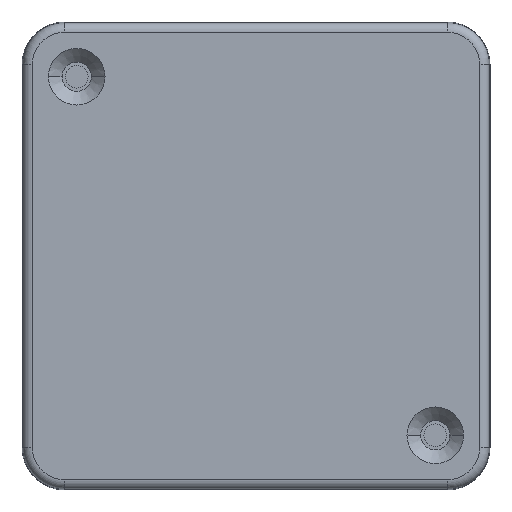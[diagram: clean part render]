
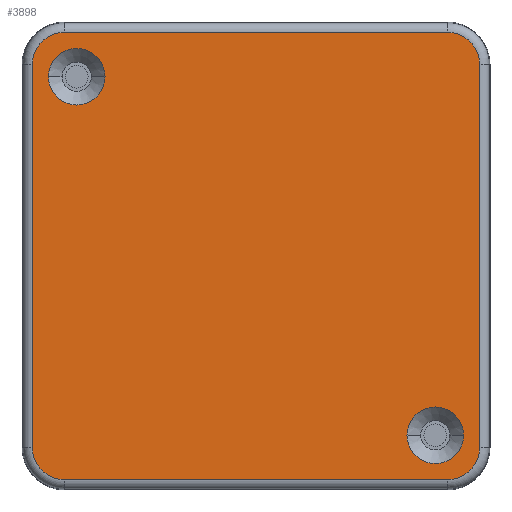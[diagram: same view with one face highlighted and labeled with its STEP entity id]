
A CAD part, front view. The second image highlights one B-rep face of the part: STEP entity #3898.
In plain terms, the highlighted planar face has unit normal (0, -1, 0).
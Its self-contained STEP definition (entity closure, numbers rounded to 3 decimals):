
#133 = CARTESIAN_POINT ( 'NONE',  ( 20.3, -2.8, -23.704 ) ) ;
#215 = DIRECTION ( 'NONE',  ( 0., 0., 1. ) ) ;
#234 = CIRCLE ( 'NONE', #2460, 3.404 ) ;
#307 = VERTEX_POINT ( 'NONE', #2407 ) ;
#310 = CARTESIAN_POINT ( 'NONE',  ( 23.704, -2.8, 20.3 ) ) ;
#330 = CARTESIAN_POINT ( 'NONE',  ( -23.704, -2.8, -20.3 ) ) ;
#342 = VERTEX_POINT ( 'NONE', #1483 ) ;
#344 = ORIENTED_EDGE ( 'NONE', *, *, #2822, .T. ) ;
#400 = CARTESIAN_POINT ( 'NONE',  ( -19., -2.8, -22. ) ) ;
#429 = FACE_BOUND ( 'NONE', #1304, .T. ) ;
#461 = VECTOR ( 'NONE', #3368, 1000. ) ;
#491 = CARTESIAN_POINT ( 'NONE',  ( -19., -2.8, -19. ) ) ;
#505 = CARTESIAN_POINT ( 'NONE',  ( 19., -2.8, 16. ) ) ;
#507 = DIRECTION ( 'NONE',  ( 0., 0., -1. ) ) ;
#513 = CARTESIAN_POINT ( 'NONE',  ( 20.3, -2.8, -23.704 ) ) ;
#535 = ORIENTED_EDGE ( 'NONE', *, *, #1590, .T. ) ;
#552 = DIRECTION ( 'NONE',  ( 0., -1., 0. ) ) ;
#621 = DIRECTION ( 'NONE',  ( 0., -1., 0. ) ) ;
#635 = DIRECTION ( 'NONE',  ( 0., 0., -1. ) ) ;
#645 = AXIS2_PLACEMENT_3D ( 'NONE', #3688, #1754, #215 ) ;
#684 = EDGE_LOOP ( 'NONE', ( #927, #1533 ) ) ;
#826 = ORIENTED_EDGE ( 'NONE', *, *, #2286, .T. ) ;
#832 = DIRECTION ( 'NONE',  ( 0., 0., -1. ) ) ;
#847 = VERTEX_POINT ( 'NONE', #505 ) ;
#851 = CARTESIAN_POINT ( 'NONE',  ( 20.3, -2.8, -20.3 ) ) ;
#877 = VERTEX_POINT ( 'NONE', #1822 ) ;
#927 = ORIENTED_EDGE ( 'NONE', *, *, #2398, .F. ) ;
#932 = CARTESIAN_POINT ( 'NONE',  ( 19., -2.8, 19. ) ) ;
#955 = DIRECTION ( 'NONE',  ( 0., 0., 1. ) ) ;
#960 = CARTESIAN_POINT ( 'NONE',  ( 23.704, -2.8, -20.3 ) ) ;
#989 = ORIENTED_EDGE ( 'NONE', *, *, #1000, .F. ) ;
#1000 = EDGE_CURVE ( 'NONE', #847, #307, #3882, .T. ) ;
#1048 = LINE ( 'NONE', #3674, #461 ) ;
#1056 = LINE ( 'NONE', #310, #3179 ) ;
#1063 = FACE_BOUND ( 'NONE', #684, .T. ) ;
#1078 = AXIS2_PLACEMENT_3D ( 'NONE', #491, #3352, #832 ) ;
#1143 = VERTEX_POINT ( 'NONE', #960 ) ;
#1212 = CARTESIAN_POINT ( 'NONE',  ( -20.3, -2.8, 23.704 ) ) ;
#1304 = EDGE_LOOP ( 'NONE', ( #989, #3229 ) ) ;
#1353 = CIRCLE ( 'NONE', #645, 3.404 ) ;
#1439 = DIRECTION ( 'NONE',  ( 0., 0., 1. ) ) ;
#1470 = VERTEX_POINT ( 'NONE', #513 ) ;
#1476 = AXIS2_PLACEMENT_3D ( 'NONE', #1765, #3012, #1439 ) ;
#1483 = CARTESIAN_POINT ( 'NONE',  ( -19., -2.8, -16. ) ) ;
#1529 = EDGE_CURVE ( 'NONE', #307, #847, #2200, .T. ) ;
#1533 = ORIENTED_EDGE ( 'NONE', *, *, #1840, .F. ) ;
#1552 = AXIS2_PLACEMENT_3D ( 'NONE', #2083, #552, #3655 ) ;
#1588 = CARTESIAN_POINT ( 'NONE',  ( -20.3, -2.8, -23.704 ) ) ;
#1590 = EDGE_CURVE ( 'NONE', #1143, #877, #1056, .T. ) ;
#1593 = CIRCLE ( 'NONE', #2927, 3. ) ;
#1605 = CARTESIAN_POINT ( 'NONE',  ( -19., -2.8, -19. ) ) ;
#1627 = VERTEX_POINT ( 'NONE', #3471 ) ;
#1707 = DIRECTION ( 'NONE',  ( 1., 0., 0. ) ) ;
#1754 = DIRECTION ( 'NONE',  ( 0., -1., 0. ) ) ;
#1765 = CARTESIAN_POINT ( 'NONE',  ( 20.45, -2.8, -20.45 ) ) ;
#1822 = CARTESIAN_POINT ( 'NONE',  ( 23.704, -2.8, 20.3 ) ) ;
#1838 = LINE ( 'NONE', #3620, #3274 ) ;
#1840 = EDGE_CURVE ( 'NONE', #342, #3177, #1593, .T. ) ;
#1971 = DIRECTION ( 'NONE',  ( 0., 0., -1. ) ) ;
#2003 = DIRECTION ( 'NONE',  ( 0., -1., 0. ) ) ;
#2059 = PLANE ( 'NONE',  #1476 ) ;
#2071 = ORIENTED_EDGE ( 'NONE', *, *, #3758, .T. ) ;
#2083 = CARTESIAN_POINT ( 'NONE',  ( 20.3, -2.8, 20.3 ) ) ;
#2129 = EDGE_CURVE ( 'NONE', #3645, #2430, #2396, .T. ) ;
#2138 = DIRECTION ( 'NONE',  ( 0., 0., 1. ) ) ;
#2147 = CARTESIAN_POINT ( 'NONE',  ( 19., -2.8, 19. ) ) ;
#2192 = CIRCLE ( 'NONE', #1078, 3. ) ;
#2200 = CIRCLE ( 'NONE', #3438, 3. ) ;
#2209 = FACE_OUTER_BOUND ( 'NONE', #3704, .T. ) ;
#2286 = EDGE_CURVE ( 'NONE', #3697, #2651, #1353, .T. ) ;
#2358 = VECTOR ( 'NONE', #1707, 1000. ) ;
#2396 = CIRCLE ( 'NONE', #3681, 3.404 ) ;
#2398 = EDGE_CURVE ( 'NONE', #3177, #342, #2192, .T. ) ;
#2401 = AXIS2_PLACEMENT_3D ( 'NONE', #932, #621, #635 ) ;
#2407 = CARTESIAN_POINT ( 'NONE',  ( 19., -2.8, 22. ) ) ;
#2424 = EDGE_CURVE ( 'NONE', #1627, #3645, #1048, .T. ) ;
#2430 = VERTEX_POINT ( 'NONE', #2770 ) ;
#2460 = AXIS2_PLACEMENT_3D ( 'NONE', #851, #3066, #2138 ) ;
#2651 = VERTEX_POINT ( 'NONE', #1588 ) ;
#2770 = CARTESIAN_POINT ( 'NONE',  ( -23.704, -2.8, 20.3 ) ) ;
#2782 = DIRECTION ( 'NONE',  ( 0., -1., 0. ) ) ;
#2822 = EDGE_CURVE ( 'NONE', #877, #1627, #2970, .T. ) ;
#2927 = AXIS2_PLACEMENT_3D ( 'NONE', #1605, #3819, #1971 ) ;
#2970 = CIRCLE ( 'NONE', #1552, 3.404 ) ;
#3012 = DIRECTION ( 'NONE',  ( 0., 1., 0. ) ) ;
#3024 = ORIENTED_EDGE ( 'NONE', *, *, #2129, .T. ) ;
#3066 = DIRECTION ( 'NONE',  ( 0., -1., 0. ) ) ;
#3155 = ORIENTED_EDGE ( 'NONE', *, *, #2424, .T. ) ;
#3177 = VERTEX_POINT ( 'NONE', #400 ) ;
#3179 = VECTOR ( 'NONE', #955, 1000. ) ;
#3229 = ORIENTED_EDGE ( 'NONE', *, *, #1529, .F. ) ;
#3237 = EDGE_CURVE ( 'NONE', #2430, #3697, #1838, .T. ) ;
#3274 = VECTOR ( 'NONE', #507, 1000. ) ;
#3297 = DIRECTION ( 'NONE',  ( 0., 0., 1. ) ) ;
#3352 = DIRECTION ( 'NONE',  ( 0., -1., 0. ) ) ;
#3368 = DIRECTION ( 'NONE',  ( -1., 0., 0. ) ) ;
#3394 = LINE ( 'NONE', #133, #2358 ) ;
#3438 = AXIS2_PLACEMENT_3D ( 'NONE', #2147, #2782, #4010 ) ;
#3471 = CARTESIAN_POINT ( 'NONE',  ( 20.3, -2.8, 23.704 ) ) ;
#3479 = EDGE_CURVE ( 'NONE', #1470, #1143, #234, .T. ) ;
#3485 = ORIENTED_EDGE ( 'NONE', *, *, #3237, .T. ) ;
#3620 = CARTESIAN_POINT ( 'NONE',  ( -23.704, -2.8, -20.3 ) ) ;
#3629 = CARTESIAN_POINT ( 'NONE',  ( -20.3, -2.8, 20.3 ) ) ;
#3645 = VERTEX_POINT ( 'NONE', #1212 ) ;
#3655 = DIRECTION ( 'NONE',  ( 0., 0., 1. ) ) ;
#3670 = ORIENTED_EDGE ( 'NONE', *, *, #3479, .T. ) ;
#3674 = CARTESIAN_POINT ( 'NONE',  ( -20.3, -2.8, 23.704 ) ) ;
#3681 = AXIS2_PLACEMENT_3D ( 'NONE', #3629, #2003, #3297 ) ;
#3688 = CARTESIAN_POINT ( 'NONE',  ( -20.3, -2.8, -20.3 ) ) ;
#3697 = VERTEX_POINT ( 'NONE', #330 ) ;
#3704 = EDGE_LOOP ( 'NONE', ( #535, #344, #3155, #3024, #3485, #826, #2071, #3670 ) ) ;
#3758 = EDGE_CURVE ( 'NONE', #2651, #1470, #3394, .T. ) ;
#3819 = DIRECTION ( 'NONE',  ( 0., -1., 0. ) ) ;
#3882 = CIRCLE ( 'NONE', #2401, 3. ) ;
#3898 = ADVANCED_FACE ( 'NONE', ( #2209, #1063, #429 ), #2059, .F. ) ;
#4010 = DIRECTION ( 'NONE',  ( 0., 0., -1. ) ) ;
